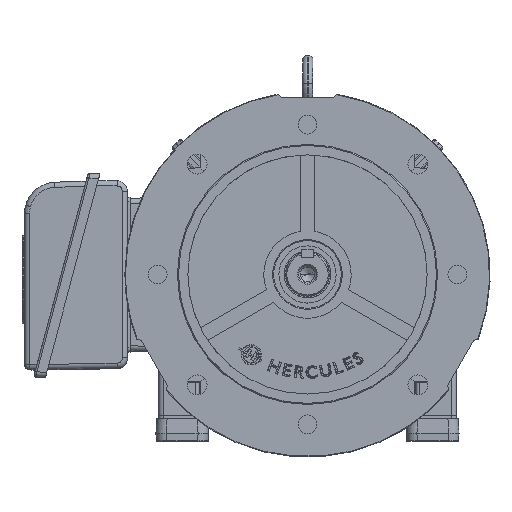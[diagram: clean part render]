
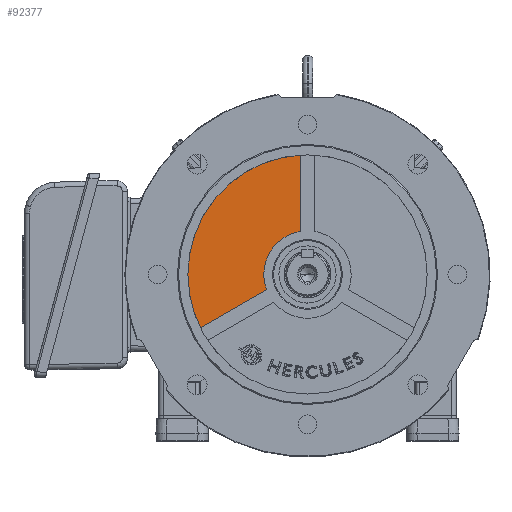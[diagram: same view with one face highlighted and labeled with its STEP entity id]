
A CAD part, top view. The second image highlights one B-rep face of the part: STEP entity #92377.
In plain terms, the highlighted face is planar.
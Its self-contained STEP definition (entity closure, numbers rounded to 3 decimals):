
#763 = EDGE_CURVE ( 'NONE', #119847, #127238, #72922, .T. ) ;
#5198 = AXIS2_PLACEMENT_3D ( 'NONE', #82072, #32970, #72373 ) ;
#8847 = EDGE_CURVE ( 'NONE', #80371, #86020, #101831, .T. ) ;
#12668 = AXIS2_PLACEMENT_3D ( 'NONE', #124424, #75303, #44957 ) ;
#13312 = CARTESIAN_POINT ( 'NONE',  ( -6., 34.293, -7. ) ) ;
#14619 = ORIENTED_EDGE ( 'NONE', *, *, #763, .F. ) ;
#14715 = CARTESIAN_POINT ( 'NONE',  ( -6., 41.413, -7. ) ) ;
#14748 = CARTESIAN_POINT ( 'NONE',  ( -6., 0., 0. ) ) ;
#17915 = AXIS2_PLACEMENT_3D ( 'NONE', #54835, #104600, #125267 ) ;
#18626 = DIRECTION ( 'NONE',  ( -1., 0., 0. ) ) ;
#23547 = DIRECTION ( 'NONE',  ( 0., 0.5, 0.866 ) ) ;
#23982 = CIRCLE ( 'NONE', #112749, 115. ) ;
#26097 = LINE ( 'NONE', #53260, #89425 ) ;
#27999 = CARTESIAN_POINT ( 'NONE',  ( -6., 0., -42. ) ) ;
#32970 = DIRECTION ( 'NONE',  ( 1., 0., 0. ) ) ;
#34748 = DIRECTION ( 'NONE',  ( 1., 0., 0. ) ) ;
#44751 = CIRCLE ( 'NONE', #17915, 42. ) ;
#44957 = DIRECTION ( 'NONE',  ( 0., 0., -1. ) ) ;
#49350 = CARTESIAN_POINT ( 'NONE',  ( -6., -51.331, -102.908 ) ) ;
#52994 = EDGE_CURVE ( 'NONE', #116030, #99308, #44751, .T. ) ;
#53260 = CARTESIAN_POINT ( 'NONE',  ( -6., -53.836, -107.246 ) ) ;
#54835 = CARTESIAN_POINT ( 'NONE',  ( -6., 0., 0. ) ) ;
#56465 = ORIENTED_EDGE ( 'NONE', *, *, #73973, .T. ) ;
#60140 = CIRCLE ( 'NONE', #12668, 42. ) ;
#62407 = EDGE_LOOP ( 'NONE', ( #111122, #126062, #14619, #78999, #68803, #56465 ) ) ;
#64634 = EDGE_CURVE ( 'NONE', #119847, #116030, #26097, .T. ) ;
#68803 = ORIENTED_EDGE ( 'NONE', *, *, #52994, .T. ) ;
#72373 = DIRECTION ( 'NONE',  ( 0., 0., -1. ) ) ;
#72922 = CIRCLE ( 'NONE', #5198, 115. ) ;
#73973 = EDGE_CURVE ( 'NONE', #99308, #80371, #60140, .T. ) ;
#74176 = DIRECTION ( 'NONE',  ( 0., 0., -1. ) ) ;
#75303 = DIRECTION ( 'NONE',  ( 1., 0., 0. ) ) ;
#76787 = DIRECTION ( 'NONE',  ( 0., 0., 1. ) ) ;
#78454 = CARTESIAN_POINT ( 'NONE',  ( -6., 114.787, -7. ) ) ;
#78923 = CARTESIAN_POINT ( 'NONE',  ( -6., -14.644, -39.364 ) ) ;
#78999 = ORIENTED_EDGE ( 'NONE', *, *, #64634, .T. ) ;
#80371 = VERTEX_POINT ( 'NONE', #14715 ) ;
#82072 = CARTESIAN_POINT ( 'NONE',  ( -6., 0., 0. ) ) ;
#86020 = VERTEX_POINT ( 'NONE', #78454 ) ;
#89425 = VECTOR ( 'NONE', #23547, 1000. ) ;
#89995 = CARTESIAN_POINT ( 'NONE',  ( -6., 0., -115. ) ) ;
#92377 = ADVANCED_FACE ( 'NONE', ( #125903 ), #107144, .T. ) ;
#99308 = VERTEX_POINT ( 'NONE', #27999 ) ;
#101831 = LINE ( 'NONE', #13312, #114646 ) ;
#102925 = EDGE_CURVE ( 'NONE', #127238, #86020, #23982, .T. ) ;
#104600 = DIRECTION ( 'NONE',  ( 1., 0., 0. ) ) ;
#107144 = PLANE ( 'NONE',  #115398 ) ;
#111122 = ORIENTED_EDGE ( 'NONE', *, *, #8847, .T. ) ;
#112175 = DIRECTION ( 'NONE',  ( 0., 1., 0. ) ) ;
#112749 = AXIS2_PLACEMENT_3D ( 'NONE', #14748, #34748, #74176 ) ;
#114646 = VECTOR ( 'NONE', #112175, 1000. ) ;
#115398 = AXIS2_PLACEMENT_3D ( 'NONE', #127827, #18626, #76787 ) ;
#116030 = VERTEX_POINT ( 'NONE', #78923 ) ;
#119847 = VERTEX_POINT ( 'NONE', #49350 ) ;
#124424 = CARTESIAN_POINT ( 'NONE',  ( -6., 0., 0. ) ) ;
#125267 = DIRECTION ( 'NONE',  ( 0., 0., -1. ) ) ;
#125903 = FACE_OUTER_BOUND ( 'NONE', #62407, .T. ) ;
#126062 = ORIENTED_EDGE ( 'NONE', *, *, #102925, .F. ) ;
#127238 = VERTEX_POINT ( 'NONE', #89995 ) ;
#127827 = CARTESIAN_POINT ( 'NONE',  ( -6., 115., 0. ) ) ;
